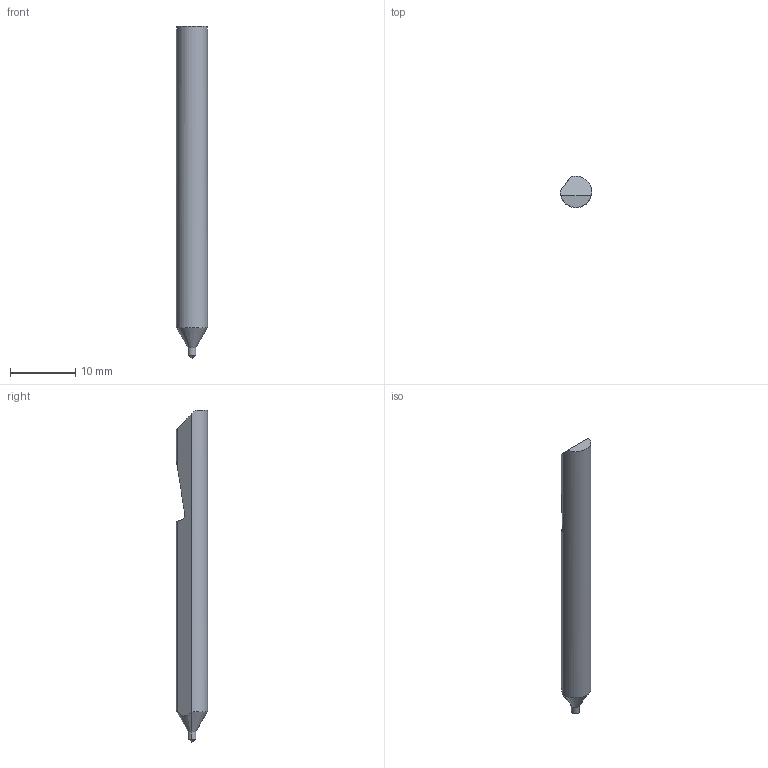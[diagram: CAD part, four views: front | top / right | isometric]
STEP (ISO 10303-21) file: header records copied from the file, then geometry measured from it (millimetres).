
FILE_DESCRIPTION (( 'STEP AP214' ), '1' );
FILE_NAME ('Micro_QDC-1.STEP', '2021-09-08T18:27:48', ( '' ), ( '' ), 'SwSTEP 2.0', 'SolidWorks 2020', '' );
FILE_SCHEMA (( 'AUTOMOTIVE_DESIGN' ));
Length unit declared in the file: inch
Products named in the file (1): Micro_QDC-1
Bounding box: 4.76 x 4.76 x 50.8 mm (x, y, z)
Volume: 788.2 mm3; surface area: 726.5 mm2
Topology: 1 solids, 1 shells, 15 faces, 36 edges, 21 vertices
Faces by surface type: cylinder 6, plane 5, cone 4
Entity records: 474 total; most frequent: CARTESIAN_POINT 114, ORIENTED_EDGE 68, DIRECTION 65, EDGE_CURVE 34, AXIS2_PLACEMENT_3D 24, VERTEX_POINT 21, VECTOR 17, LINE 17
